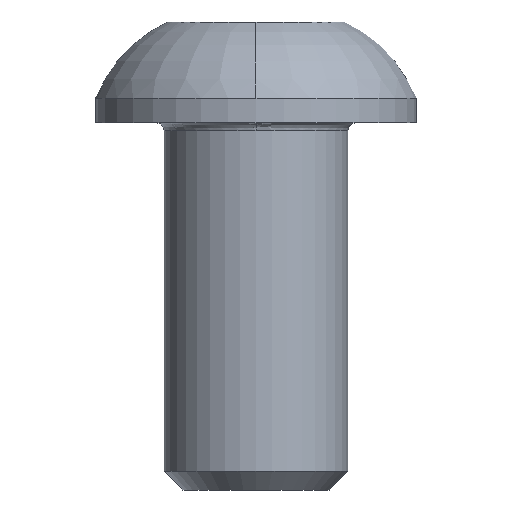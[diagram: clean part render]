
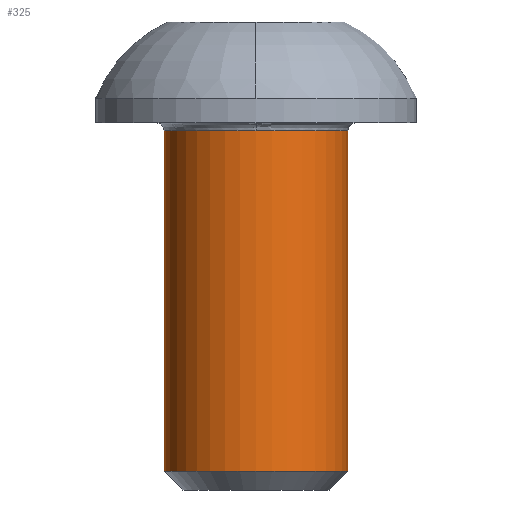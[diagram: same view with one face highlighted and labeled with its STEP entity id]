
A CAD part, front view. The second image highlights one B-rep face of the part: STEP entity #325.
In plain terms, the highlighted cylindrical face has radius 3 mm (diameter 6 mm), a partial arc.
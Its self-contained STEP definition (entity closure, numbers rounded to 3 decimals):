
#6 = DIRECTION ( 'NONE',  ( -1., 0., 0. ) ) ;
#10 = LINE ( 'NONE', #248, #655 ) ;
#41 = CARTESIAN_POINT ( 'NONE',  ( 3., 0., -11.387 ) ) ;
#57 = EDGE_CURVE ( 'NONE', #512, #394, #10, .T. ) ;
#64 = AXIS2_PLACEMENT_3D ( 'NONE', #607, #365, #6 ) ;
#87 = CARTESIAN_POINT ( 'NONE',  ( -3., 0., -0.25 ) ) ;
#105 = EDGE_CURVE ( 'NONE', #160, #556, #203, .T. ) ;
#118 = CYLINDRICAL_SURFACE ( 'NONE', #367, 3. ) ;
#134 = DIRECTION ( 'NONE',  ( 0., 0., -1. ) ) ;
#138 = ORIENTED_EDGE ( 'NONE', *, *, #580, .T. ) ;
#139 = DIRECTION ( 'NONE',  ( -1., 0., 0. ) ) ;
#160 = VERTEX_POINT ( 'NONE', #323 ) ;
#161 = CARTESIAN_POINT ( 'NONE',  ( 0., 0., -11.387 ) ) ;
#164 = EDGE_CURVE ( 'NONE', #512, #160, #724, .T. ) ;
#203 = CIRCLE ( 'NONE', #64, 3. ) ;
#208 = CARTESIAN_POINT ( 'NONE',  ( -3., 0., -11.387 ) ) ;
#211 = DIRECTION ( 'NONE',  ( -1., 0., 0. ) ) ;
#214 = VECTOR ( 'NONE', #778, 1000. ) ;
#230 = DIRECTION ( 'NONE',  ( -1., 0., 0. ) ) ;
#244 = CIRCLE ( 'NONE', #418, 3. ) ;
#248 = CARTESIAN_POINT ( 'NONE',  ( 3., 0., -5.818 ) ) ;
#261 = ORIENTED_EDGE ( 'NONE', *, *, #164, .T. ) ;
#287 = EDGE_CURVE ( 'NONE', #556, #456, #352, .T. ) ;
#299 = ORIENTED_EDGE ( 'NONE', *, *, #57, .F. ) ;
#323 = CARTESIAN_POINT ( 'NONE',  ( 0., -3., -0.25 ) ) ;
#324 = CARTESIAN_POINT ( 'NONE',  ( 3., 0., -0.25 ) ) ;
#325 = ADVANCED_FACE ( 'NONE', ( #687 ), #118, .T. ) ;
#352 = LINE ( 'NONE', #470, #214 ) ;
#355 = ORIENTED_EDGE ( 'NONE', *, *, #105, .T. ) ;
#365 = DIRECTION ( 'NONE',  ( 0., 0., -1. ) ) ;
#367 = AXIS2_PLACEMENT_3D ( 'NONE', #534, #589, #230 ) ;
#391 = DIRECTION ( 'NONE',  ( 0., 0., 1. ) ) ;
#394 = VERTEX_POINT ( 'NONE', #41 ) ;
#399 = AXIS2_PLACEMENT_3D ( 'NONE', #617, #134, #139 ) ;
#418 = AXIS2_PLACEMENT_3D ( 'NONE', #161, #391, #211 ) ;
#456 = VERTEX_POINT ( 'NONE', #208 ) ;
#470 = CARTESIAN_POINT ( 'NONE',  ( -3., 0., -5.818 ) ) ;
#512 = VERTEX_POINT ( 'NONE', #324 ) ;
#534 = CARTESIAN_POINT ( 'NONE',  ( 0., 0., -5.818 ) ) ;
#556 = VERTEX_POINT ( 'NONE', #87 ) ;
#580 = EDGE_CURVE ( 'NONE', #456, #394, #244, .T. ) ;
#589 = DIRECTION ( 'NONE',  ( 0., 0., -1. ) ) ;
#595 = EDGE_LOOP ( 'NONE', ( #299, #261, #355, #717, #138 ) ) ;
#607 = CARTESIAN_POINT ( 'NONE',  ( 0., 0., -0.25 ) ) ;
#615 = DIRECTION ( 'NONE',  ( 0., 0., -1. ) ) ;
#617 = CARTESIAN_POINT ( 'NONE',  ( 0., 0., -0.25 ) ) ;
#655 = VECTOR ( 'NONE', #615, 1000. ) ;
#687 = FACE_OUTER_BOUND ( 'NONE', #595, .T. ) ;
#717 = ORIENTED_EDGE ( 'NONE', *, *, #287, .T. ) ;
#724 = CIRCLE ( 'NONE', #399, 3. ) ;
#778 = DIRECTION ( 'NONE',  ( 0., 0., -1. ) ) ;
